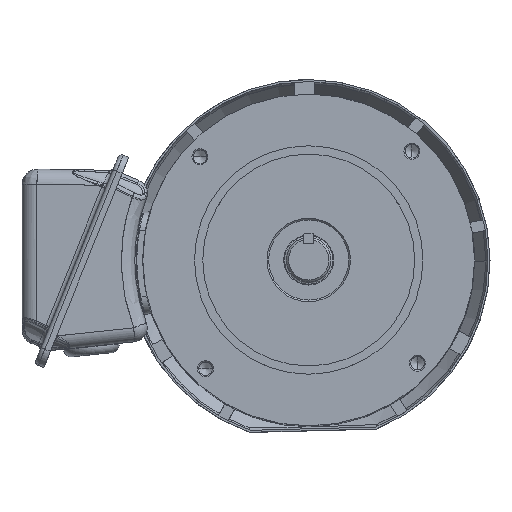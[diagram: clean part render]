
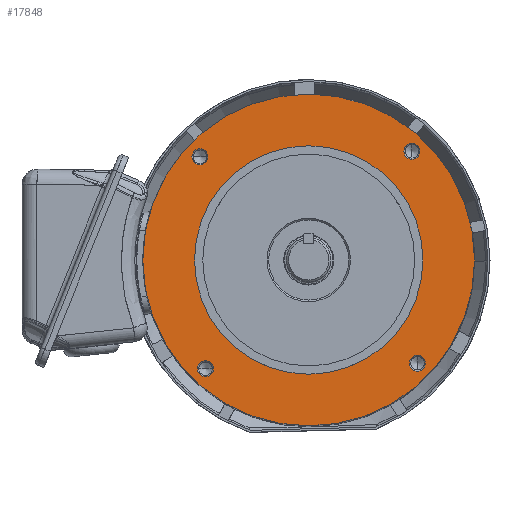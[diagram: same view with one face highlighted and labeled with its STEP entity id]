
A CAD part, top view. The second image highlights one B-rep face of the part: STEP entity #17848.
In plain terms, the highlighted planar face has unit normal (0, 0, 1).
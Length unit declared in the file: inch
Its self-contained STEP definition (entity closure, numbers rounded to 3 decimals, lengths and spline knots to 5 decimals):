
#2554 = CIRCLE ( 'NONE', #64219, 3.26772 ) ;
#2923 = EDGE_CURVE ( 'NONE', #40414, #6466, #52330, .T. ) ;
#3474 = CARTESIAN_POINT ( 'NONE',  ( -1.87859, -0.20123, 4.92092 ) ) ;
#3993 = DIRECTION ( 'NONE',  ( 0., 0., 1. ) ) ;
#4176 = EDGE_CURVE ( 'NONE', #21512, #54205, #14481, .T. ) ;
#4337 = DIRECTION ( 'NONE',  ( 0., 0., 1. ) ) ;
#5779 = DIRECTION ( 'NONE',  ( 1., 0., 0. ) ) ;
#6466 = VERTEX_POINT ( 'NONE', #29353 ) ;
#7736 = FACE_OUTER_BOUND ( 'NONE', #41423, .T. ) ;
#8174 = EDGE_LOOP ( 'NONE', ( #25487, #17000 ) ) ;
#8419 = DIRECTION ( 'NONE',  ( 0., 1., 0. ) ) ;
#8601 = ORIENTED_EDGE ( 'NONE', *, *, #17792, .F. ) ;
#9705 = CIRCLE ( 'NONE', #52580, 2.25 ) ;
#10343 = AXIS2_PLACEMENT_3D ( 'NONE', #46883, #17656, #52066 ) ;
#10518 = DIRECTION ( 'NONE',  ( 0., 0., -1. ) ) ;
#10971 = EDGE_CURVE ( 'NONE', #23711, #46769, #62013, .T. ) ;
#11192 = DIRECTION ( 'NONE',  ( 1., 0., 0. ) ) ;
#12582 = CIRCLE ( 'NONE', #23318, 0.15748 ) ;
#12596 = CARTESIAN_POINT ( 'NONE',  ( -1.77044, 1.83131, 4.92092 ) ) ;
#13191 = CARTESIAN_POINT ( 'NONE',  ( 2.51326, -2.23377, 4.92092 ) ) ;
#14073 = VERTEX_POINT ( 'NONE', #38296 ) ;
#14286 = CIRCLE ( 'NONE', #38963, 0.15748 ) ;
#14481 = CIRCLE ( 'NONE', #56706, 0.15748 ) ;
#14552 = VERTEX_POINT ( 'NONE', #56324 ) ;
#15126 = VERTEX_POINT ( 'NONE', #47818 ) ;
#16775 = VERTEX_POINT ( 'NONE', #57650 ) ;
#17000 = ORIENTED_EDGE ( 'NONE', *, *, #10971, .F. ) ;
#17656 = DIRECTION ( 'NONE',  ( 0., 0., 1. ) ) ;
#17792 = EDGE_CURVE ( 'NONE', #15126, #14552, #54276, .T. ) ;
#17848 = ADVANCED_FACE ( 'NONE', ( #7736, #41059, #60471, #34145, #44220, #38797 ), #29439, .F. ) ;
#17931 = VERTEX_POINT ( 'NONE', #35055 ) ;
#18554 = DIRECTION ( 'NONE',  ( 0., 1., 0. ) ) ;
#18652 = AXIS2_PLACEMENT_3D ( 'NONE', #54976, #40062, #58889 ) ;
#18759 = EDGE_CURVE ( 'NONE', #14073, #17931, #62425, .T. ) ;
#19938 = CARTESIAN_POINT ( 'NONE',  ( 0.37141, -0.20123, 4.92092 ) ) ;
#21512 = VERTEX_POINT ( 'NONE', #23153 ) ;
#23153 = CARTESIAN_POINT ( 'NONE',  ( 2.24647, 1.94062, 4.92092 ) ) ;
#23318 = AXIS2_PLACEMENT_3D ( 'NONE', #28855, #4337, #49001 ) ;
#23339 = DIRECTION ( 'NONE',  ( 0., 0., 1. ) ) ;
#23711 = VERTEX_POINT ( 'NONE', #27799 ) ;
#23785 = CARTESIAN_POINT ( 'NONE',  ( 2.74173, -2.45058, 4.92092 ) ) ;
#23919 = AXIS2_PLACEMENT_3D ( 'NONE', #63281, #64156, #29253 ) ;
#23970 = CARTESIAN_POINT ( 'NONE',  ( 2.40395, 1.94062, 4.92092 ) ) ;
#24153 = ORIENTED_EDGE ( 'NONE', *, *, #56149, .F. ) ;
#25487 = ORIENTED_EDGE ( 'NONE', *, *, #35968, .F. ) ;
#25653 = DIRECTION ( 'NONE',  ( 0., 1., 0. ) ) ;
#25655 = ORIENTED_EDGE ( 'NONE', *, *, #18759, .F. ) ;
#26108 = EDGE_CURVE ( 'NONE', #63683, #16775, #59917, .T. ) ;
#26618 = EDGE_LOOP ( 'NONE', ( #8601, #26934 ) ) ;
#26800 = CARTESIAN_POINT ( 'NONE',  ( 2.56143, 1.94062, 4.92092 ) ) ;
#26801 = EDGE_LOOP ( 'NONE', ( #24153, #57591 ) ) ;
#26934 = ORIENTED_EDGE ( 'NONE', *, *, #34530, .F. ) ;
#27481 = CIRCLE ( 'NONE', #18652, 0.15748 ) ;
#27799 = CARTESIAN_POINT ( 'NONE',  ( -1.66113, -2.50056, 4.92092 ) ) ;
#28546 = DIRECTION ( 'NONE',  ( 1., 0., 0. ) ) ;
#28855 = CARTESIAN_POINT ( 'NONE',  ( 2.40395, 1.94062, 4.92092 ) ) ;
#29253 = DIRECTION ( 'NONE',  ( 1., 0., 0. ) ) ;
#29353 = CARTESIAN_POINT ( 'NONE',  ( 2.62141, -0.20123, 4.92092 ) ) ;
#29439 = PLANE ( 'NONE',  #46229 ) ;
#32492 = CARTESIAN_POINT ( 'NONE',  ( -1.61296, 1.83131, 4.92092 ) ) ;
#32561 = ORIENTED_EDGE ( 'NONE', *, *, #2923, .F. ) ;
#33077 = CARTESIAN_POINT ( 'NONE',  ( -1.66113, -2.34308, 4.92092 ) ) ;
#33592 = ORIENTED_EDGE ( 'NONE', *, *, #26108, .F. ) ;
#33808 = EDGE_CURVE ( 'NONE', #6466, #40414, #9705, .T. ) ;
#33942 = EDGE_LOOP ( 'NONE', ( #33592, #52416 ) ) ;
#33994 = DIRECTION ( 'NONE',  ( 0., 0., -1. ) ) ;
#34145 = FACE_BOUND ( 'NONE', #26618, .T. ) ;
#34165 = EDGE_CURVE ( 'NONE', #16775, #63683, #37476, .T. ) ;
#34530 = EDGE_CURVE ( 'NONE', #14552, #15126, #14286, .T. ) ;
#35055 = CARTESIAN_POINT ( 'NONE',  ( -2.89631, -0.20123, 4.92092 ) ) ;
#35069 = AXIS2_PLACEMENT_3D ( 'NONE', #13191, #23339, #8419 ) ;
#35805 = CARTESIAN_POINT ( 'NONE',  ( 2.51326, -2.23377, 4.92092 ) ) ;
#35968 = EDGE_CURVE ( 'NONE', #46769, #23711, #27481, .T. ) ;
#37240 = DIRECTION ( 'NONE',  ( 1., 0., 0. ) ) ;
#37476 = CIRCLE ( 'NONE', #10343, 0.15748 ) ;
#37691 = DIRECTION ( 'NONE',  ( 0., 0., 1. ) ) ;
#38296 = CARTESIAN_POINT ( 'NONE',  ( 3.63913, -0.20123, 4.92092 ) ) ;
#38797 = FACE_BOUND ( 'NONE', #33942, .T. ) ;
#38963 = AXIS2_PLACEMENT_3D ( 'NONE', #35805, #60302, #25653 ) ;
#40062 = DIRECTION ( 'NONE',  ( 0., 0., 1. ) ) ;
#40414 = VERTEX_POINT ( 'NONE', #3474 ) ;
#40610 = ORIENTED_EDGE ( 'NONE', *, *, #33808, .F. ) ;
#41059 = FACE_BOUND ( 'NONE', #55215, .T. ) ;
#41423 = EDGE_LOOP ( 'NONE', ( #25655, #56343 ) ) ;
#44220 = FACE_BOUND ( 'NONE', #26801, .T. ) ;
#44537 = CARTESIAN_POINT ( 'NONE',  ( 0.37141, -0.20123, 4.92092 ) ) ;
#44751 = DIRECTION ( 'NONE',  ( 1., 0., 0. ) ) ;
#44829 = CARTESIAN_POINT ( 'NONE',  ( 0.37141, -0.20123, 4.92092 ) ) ;
#46229 = AXIS2_PLACEMENT_3D ( 'NONE', #23785, #33994, #54117 ) ;
#46769 = VERTEX_POINT ( 'NONE', #51724 ) ;
#46883 = CARTESIAN_POINT ( 'NONE',  ( -1.77044, 1.83131, 4.92092 ) ) ;
#47818 = CARTESIAN_POINT ( 'NONE',  ( 2.51326, -2.07629, 4.92092 ) ) ;
#48209 = EDGE_CURVE ( 'NONE', #17931, #14073, #2554, .T. ) ;
#49001 = DIRECTION ( 'NONE',  ( 1., 0., 0. ) ) ;
#51724 = CARTESIAN_POINT ( 'NONE',  ( -1.66113, -2.1856, 4.92092 ) ) ;
#52066 = DIRECTION ( 'NONE',  ( 1., 0., 0. ) ) ;
#52330 = CIRCLE ( 'NONE', #23919, 2.25 ) ;
#52416 = ORIENTED_EDGE ( 'NONE', *, *, #34165, .F. ) ;
#52580 = AXIS2_PLACEMENT_3D ( 'NONE', #44829, #55562, #5779 ) ;
#53216 = DIRECTION ( 'NONE',  ( 0., 0., 1. ) ) ;
#54117 = DIRECTION ( 'NONE',  ( -1., 0., 0. ) ) ;
#54205 = VERTEX_POINT ( 'NONE', #26800 ) ;
#54276 = CIRCLE ( 'NONE', #35069, 0.15748 ) ;
#54771 = DIRECTION ( 'NONE',  ( 0., 0., -1. ) ) ;
#54976 = CARTESIAN_POINT ( 'NONE',  ( -1.66113, -2.34308, 4.92092 ) ) ;
#55215 = EDGE_LOOP ( 'NONE', ( #40610, #32561 ) ) ;
#55535 = AXIS2_PLACEMENT_3D ( 'NONE', #33077, #3993, #18554 ) ;
#55562 = DIRECTION ( 'NONE',  ( 0., 0., 1. ) ) ;
#56149 = EDGE_CURVE ( 'NONE', #54205, #21512, #12582, .T. ) ;
#56324 = CARTESIAN_POINT ( 'NONE',  ( 2.51326, -2.39125, 4.92092 ) ) ;
#56343 = ORIENTED_EDGE ( 'NONE', *, *, #48209, .F. ) ;
#56706 = AXIS2_PLACEMENT_3D ( 'NONE', #23970, #53216, #28546 ) ;
#57591 = ORIENTED_EDGE ( 'NONE', *, *, #4176, .F. ) ;
#57650 = CARTESIAN_POINT ( 'NONE',  ( -1.92792, 1.83131, 4.92092 ) ) ;
#58889 = DIRECTION ( 'NONE',  ( 0., 1., 0. ) ) ;
#59841 = AXIS2_PLACEMENT_3D ( 'NONE', #12596, #37691, #37240 ) ;
#59917 = CIRCLE ( 'NONE', #59841, 0.15748 ) ;
#60302 = DIRECTION ( 'NONE',  ( 0., 0., 1. ) ) ;
#60471 = FACE_BOUND ( 'NONE', #8174, .T. ) ;
#61615 = AXIS2_PLACEMENT_3D ( 'NONE', #44537, #10518, #44751 ) ;
#62013 = CIRCLE ( 'NONE', #55535, 0.15748 ) ;
#62425 = CIRCLE ( 'NONE', #61615, 3.26772 ) ;
#63281 = CARTESIAN_POINT ( 'NONE',  ( 0.37141, -0.20123, 4.92092 ) ) ;
#63683 = VERTEX_POINT ( 'NONE', #32492 ) ;
#64156 = DIRECTION ( 'NONE',  ( 0., 0., 1. ) ) ;
#64219 = AXIS2_PLACEMENT_3D ( 'NONE', #19938, #54771, #11192 ) ;
